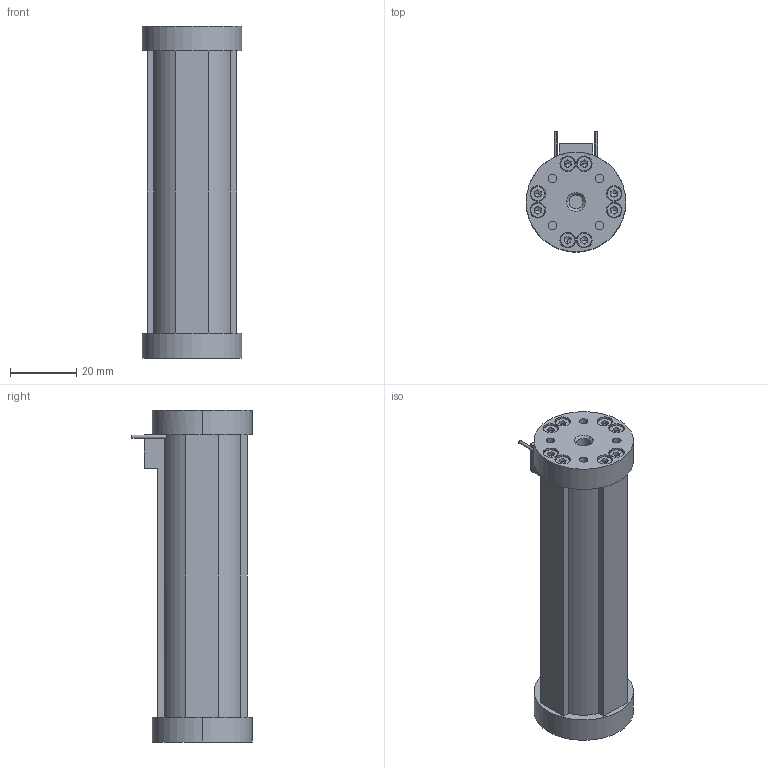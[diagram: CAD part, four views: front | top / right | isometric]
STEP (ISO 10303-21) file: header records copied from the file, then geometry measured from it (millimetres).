
FILE_DESCRIPTION (( 'STEP AP203' ), '1' );
FILE_NAME ('001571_PAss PPA80XL 01+0.000.step', '2010-09-28T16:38:24', ( 'Mecanique' ), ( 'Cedrat Technologies' ), 'SwSTEP 2.0', 'SolidWorks 2010', '' );
FILE_SCHEMA (( 'CONFIG_CONTROL_DESIGN' ));
Length unit declared in the file: millimetre
Products named in the file (1): 001571_PAss PPA80XL 01+0.000
Bounding box: 30 x 36.17 x 100 mm (x, y, z)
Volume: 56457 mm3; surface area: 14606.2 mm2
Topology: 1 solids, 17 shells, 535 faces, 1202 edges, 714 vertices
Faces by surface type: plane 271, cylinder 160, torus 64, cone 40
Entity records: 14753 total; most frequent: DIRECTION 2776, CARTESIAN_POINT 2474, ORIENTED_EDGE 2340, EDGE_CURVE 1170, AXIS2_PLACEMENT_3D 1074, VERTEX_POINT 714, VECTOR 628, LINE 628
